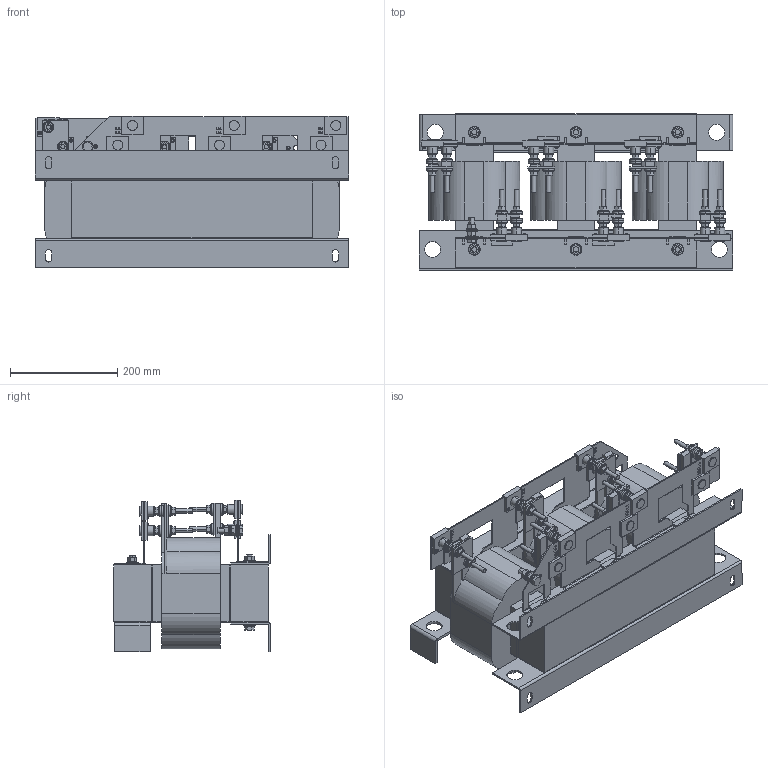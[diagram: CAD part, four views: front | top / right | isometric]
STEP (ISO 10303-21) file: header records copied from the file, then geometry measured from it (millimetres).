
FILE_DESCRIPTION (( 'STEP AP214' ), '1' );
FILE_NAME ('194217.STEP', '2021-01-13T08:24:29', ( '' ), ( '' ), 'SwSTEP 2.0', 'SolidWorks 2018', '' );
FILE_SCHEMA (( 'AUTOMOTIVE_DESIGN' ));
Length unit declared in the file: millimetre
Products named in the file (1): 194217
Bounding box: 586 x 293 x 283.8 mm (x, y, z)
Volume: 19198396.5 mm3; surface area: 1335024.8 mm2
Topology: 1 solids, 2 shells, 2304 faces, 5913 edges, 3846 vertices
Faces by surface type: plane 1658, cylinder 394, bspline 128, cone 86, torus 38
Entity records: 77245 total; most frequent: CARTESIAN_POINT 21244, ORIENTED_EDGE 11826, DIRECTION 10899, EDGE_CURVE 5913, VECTOR 4465, LINE 4465, VERTEX_POINT 3846, AXIS2_PLACEMENT_3D 3217
